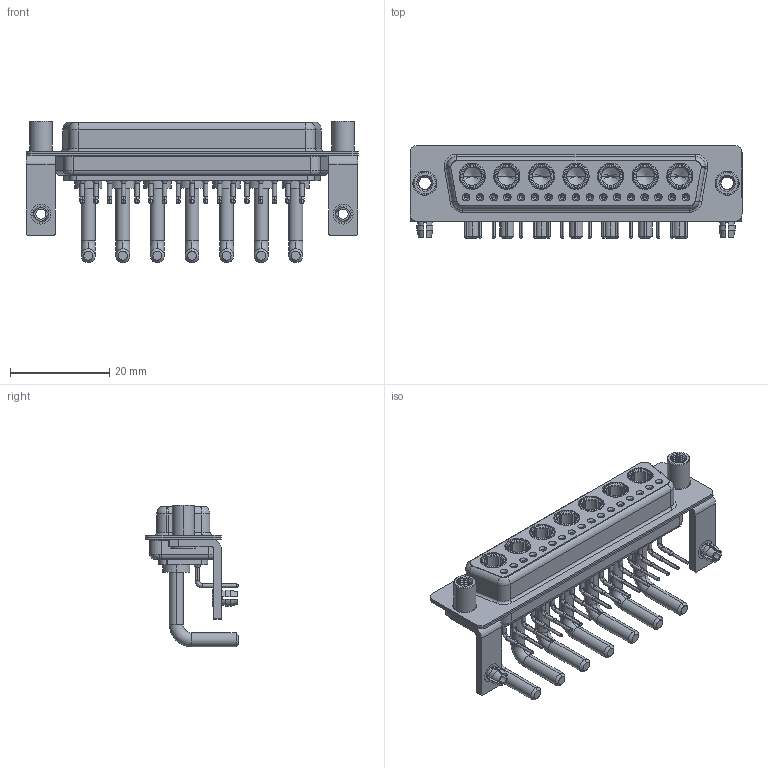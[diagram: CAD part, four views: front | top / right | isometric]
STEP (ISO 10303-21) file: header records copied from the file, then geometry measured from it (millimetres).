
FILE_DESCRIPTION (( 'STEP AP203' ), '1' );
FILE_NAME ('630-24W7250-2ND.STEP', '2022-06-09T00:17:06', ( '' ), ( '' ), 'SwSTEP 2.0', 'SolidWorks 2020', '' );
FILE_SCHEMA (( 'CONFIG_CONTROL_DESIGN' ));
Length unit declared in the file: millimetre
Products named in the file (9): 630-24W7250-2ND; 630Combo Stabilizer Bracket_50 Contacts; 630Combo Shell Rear_50 Contacts; 630Combo Shell Front_50 Contacts; Power Socket_Ext 20A RA 50; 630Combo Threaded Standoff_D; 630Combo Housing_24W7; 630Combo Board Lock_50 Contacts; 630Combo Contact Row 3
Assembly tree (33 placements, depth 2):
  630-24W7250-2ND
    630Combo Housing_24W7
    630Combo Shell Front_50 Contacts
    630Combo Shell Rear_50 Contacts
    630Combo Stabilizer Bracket_50 Contacts  x2
    630Combo Board Lock_50 Contacts  x2
    630Combo Threaded Standoff_D  x2
    Power Socket_Ext 20A RA 50  x7
    630Combo Contact Row 3  x17
Bounding box: 67 x 18.8 x 28.53 mm (x, y, z)
Volume: 8030.5 mm3; surface area: 16651.6 mm2
Topology: 40 solids, 40 shells, 1916 faces, 4936 edges, 3141 vertices
Faces by surface type: cylinder 807, plane 595, cone 334, torus 99, bspline 81
Entity records: 25249 total; most frequent: CARTESIAN_POINT 6433, DIRECTION 3875, ORIENTED_EDGE 3428, EDGE_CURVE 1714, AXIS2_PLACEMENT_3D 1595, VERTEX_POINT 1098, CIRCLE 857, EDGE_LOOP 854
